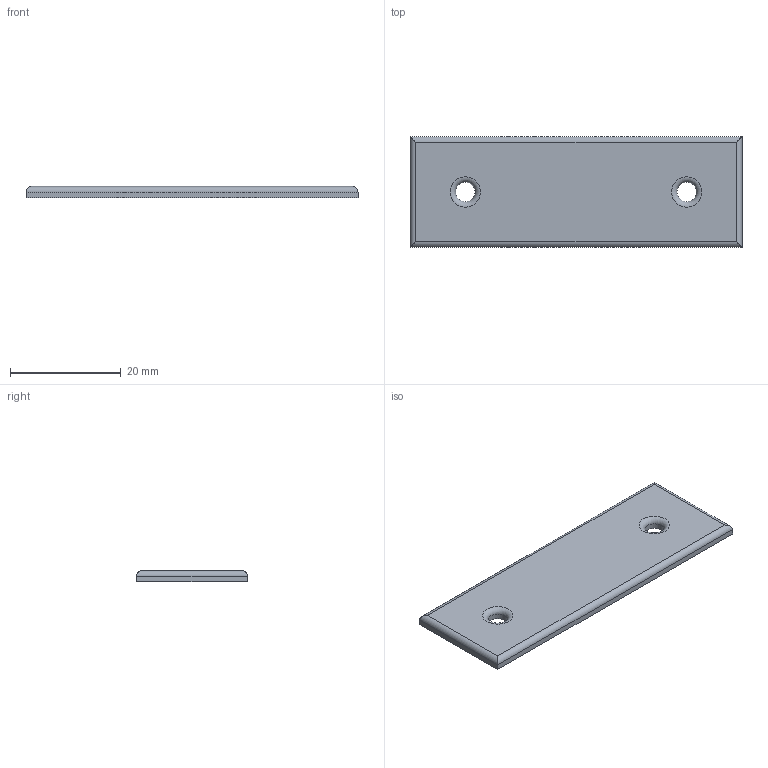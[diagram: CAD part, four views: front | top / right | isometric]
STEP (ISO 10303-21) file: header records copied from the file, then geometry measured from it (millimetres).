
FILE_DESCRIPTION(('STEP AP242'), '1');
FILE_NAME('SyringeHolderMedium', '', ('UNSPECIFIED'), ('UNSPECIFIED'), 'C3D Converter', 'C3D Toolkit', '');
FILE_SCHEMA(('AP242_MANAGED_MODEL_BASED_3D_ENGINEERING_MIM_LF { 1 0 10303 442 1 1 4 }'));
Length unit declared in the file: millimetre
Bounding box: 60 x 20 x 2 mm (x, y, z)
Volume: 2322.2 mm3; surface area: 2647.7 mm2
Topology: 1 solids, 1 shells, 14 faces, 30 edges, 18 vertices
Faces by surface type: plane 6, cylinder 6, torus 2
Full cylindrical faces by diameter (mm): 3.5 x2
Entity records: 512 total; most frequent: CARTESIAN_POINT 71, DIRECTION 58, ORIENTED_EDGE 52, EDGE_CURVE 26, EDGE_LOOP 22, AXIS2_PLACEMENT_3D 21, VERTEX_POINT 18, LINE 16
